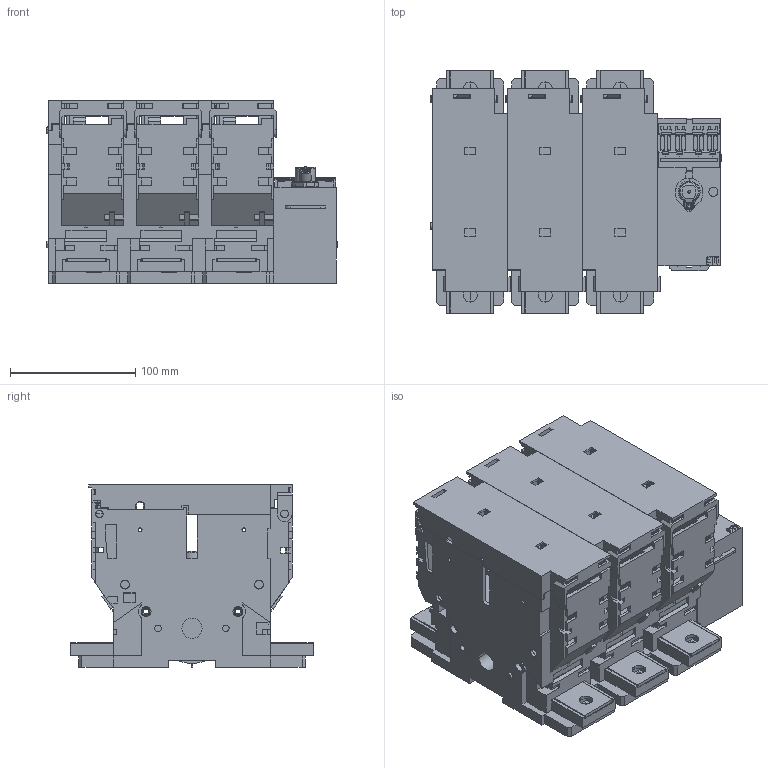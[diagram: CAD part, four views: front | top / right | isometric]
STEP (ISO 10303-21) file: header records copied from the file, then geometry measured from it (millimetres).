
FILE_DESCRIPTION((''),'2;1');
FILE_NAME('FLBS-250_3P_ASM','2021-09-28T',('marketing.praksa'),('Audax d.o.o.'),'CREO PARAMETRIC BY PTC INC, 2017480','CREO PARAMETRIC BY PTC INC, 2017480','');
FILE_SCHEMA(('AUTOMOTIVE_DESIGN { 1 0 10303 214 1 1 1 1 }'));
Products named in the file (8): 38313024_3; 38313024_2; 38313024_1; BODY1; KONTAKT-BAKER; AKLUMINIJ; PRT9569; FLBS-250_3P_ASM
Assembly tree (7 placements, depth 2):
  FLBS-250_3P_ASM
    38313024_3
    38313024_2
    38313024_1
    BODY1
    KONTAKT-BAKER
    AKLUMINIJ
    PRT9569
Bounding box: 233 x 195 x 145.8 mm (x, y, z)
Volume: 2112785.9 mm3; surface area: 445183.6 mm2
Topology: 13 solids, 14 shells, 2298 faces, 6774 edges, 4461 vertices
Faces by surface type: plane 1923, cylinder 329, cone 32, bspline 10, torus 4
Entity records: 114776 total; most frequent: CARTESIAN_POINT 15596, ORIENTED_EDGE 13530, DIRECTION 12024, PRESENTATION_STYLE_ASSIGNMENT 9086, STYLED_ITEM 9086, CURVE_STYLE 6774, EDGE_CURVE 6774, VECTOR 5942
